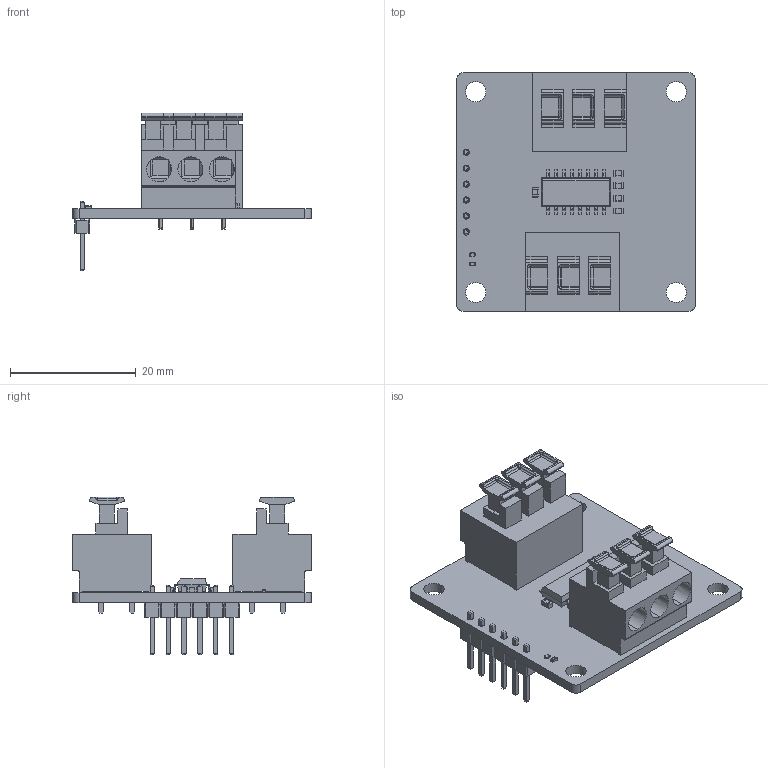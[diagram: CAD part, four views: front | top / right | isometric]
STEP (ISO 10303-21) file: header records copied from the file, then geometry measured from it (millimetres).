
FILE_DESCRIPTION(('KiCad electronic assembly'),'2;1');
FILE_NAME('RS232_Transceiver_breakout_3D.step','2021-11-17T09:29:10',( 'Pcbnew'),('Kicad'),'Open CASCADE STEP processor 7.5', 'KiCad to STEP converter','Unknown');
FILE_SCHEMA(('AUTOMOTIVE_DESIGN { 1 0 10303 214 1 1 1 1 }'));
Length unit declared in the file: millimetre
Products named in the file (14): RS232_Transceiver_breakout_3D 1; 0603C; COMPOUND; KF232 3P; SOLID; SOP-16; 0402R; 0402LED; 6x_Male_Pin_2.54_mm
Assembly tree (18 placements, depth 3):
  RS232_Transceiver_breakout_3D 1
    0603C  x5
      COMPOUND
    KF232 3P  x2
      SOLID
    SOP-16
      COMPOUND
    0402R
      COMPOUND
    0402LED
      COMPOUND
    6x_Male_Pin_2.54_mm
      COMPOUND
    COMPOUND
Bounding box: 38 x 38.2 x 25.16 mm (x, y, z)
Volume: 5736.3 mm3; surface area: 7096.6 mm2
Topology: 37 solids, 37 shells, 1313 faces, 3125 edges, 1880 vertices
Faces by surface type: bspline 1281, cylinder 26, plane 6
Full cylindrical faces by diameter (mm): 1 x6, 1.2 x12, 3.2 x4
Entity records: 50689 total; most frequent: CARTESIAN_POINT 19532, B_SPLINE_CURVE_WITH_KNOTS 5695, ORIENTED_EDGE 4370, PCURVE 4370, DEFINITIONAL_REPRESENTATION 4370, EDGE_CURVE 2185, SURFACE_CURVE 2163, VERTEX_POINT 1329
